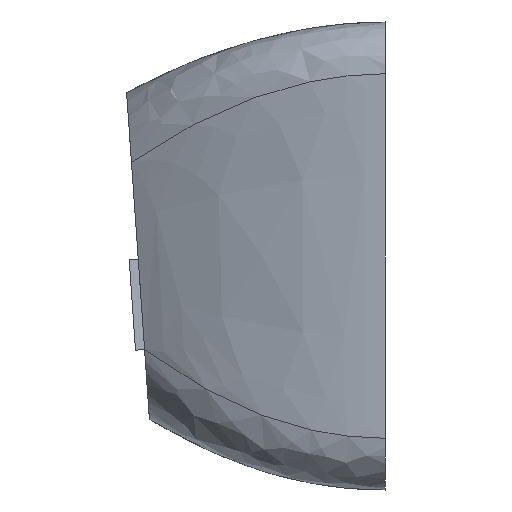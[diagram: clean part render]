
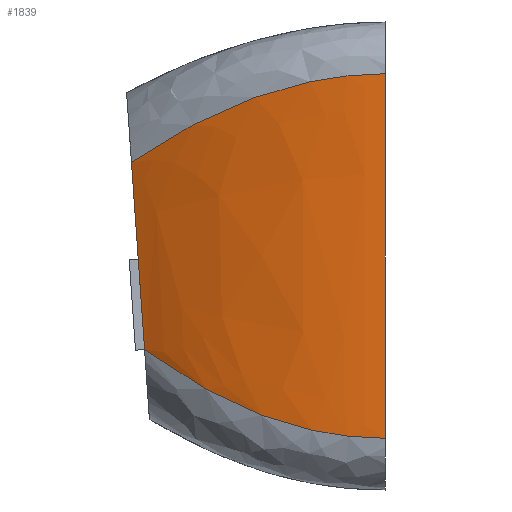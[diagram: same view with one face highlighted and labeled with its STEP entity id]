
A CAD part, left-side view. The second image highlights one B-rep face of the part: STEP entity #1839.
In plain terms, the highlighted free-form (B-spline) face has degree [3, 3] with [4, 4] control points.
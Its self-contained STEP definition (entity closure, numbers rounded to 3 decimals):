
#41=B_SPLINE_SURFACE_WITH_KNOTS('',3,3,((#3216,#3217,#3218,#3219),(#3220,
#3221,#3222,#3223),(#3224,#3225,#3226,#3227),(#3228,#3229,#3230,#3231)),
 .UNSPECIFIED.,.F.,.F.,.F.,(4,4),(4,4),(0.,1.),(0.,1.),.UNSPECIFIED.);
#83=B_SPLINE_CURVE_WITH_KNOTS('',3,(#3208,#3209,#3210,#3211),
 .UNSPECIFIED.,.F.,.F.,(4,4),(0.,1.),.UNSPECIFIED.);
#85=B_SPLINE_CURVE_WITH_KNOTS('',3,(#3232,#3233,#3234,#3235),
 .UNSPECIFIED.,.F.,.F.,(4,4),(0.,1.),.UNSPECIFIED.);
#130=FACE_OUTER_BOUND('',#235,.T.);
#235=EDGE_LOOP('',(#1415,#1416,#1417,#1418));
#379=LINE('',#3159,#600);
#386=LINE('',#3187,#607);
#600=VECTOR('',#2152,10.);
#607=VECTOR('',#2175,10.);
#811=VERTEX_POINT('',#3156);
#812=VERTEX_POINT('',#3158);
#819=VERTEX_POINT('',#3173);
#825=VERTEX_POINT('',#3185);
#1024=EDGE_CURVE('',#811,#812,#379,.T.);
#1038=EDGE_CURVE('',#819,#825,#386,.T.);
#1039=EDGE_CURVE('',#819,#811,#83,.T.);
#1041=EDGE_CURVE('',#825,#812,#85,.T.);
#1415=ORIENTED_EDGE('',*,*,#1038,.T.);
#1416=ORIENTED_EDGE('',*,*,#1041,.T.);
#1417=ORIENTED_EDGE('',*,*,#1024,.F.);
#1418=ORIENTED_EDGE('',*,*,#1039,.F.);
#1839=ADVANCED_FACE('',(#130),#41,.T.);
#2152=DIRECTION('',(0.,0.,-1.));
#2175=DIRECTION('',(0.,-0.07,-0.998));
#3156=CARTESIAN_POINT('',(0.,0.,16.1));
#3158=CARTESIAN_POINT('',(0.,0.,2.));
#3159=CARTESIAN_POINT('',(0.,0.,16.1));
#3173=CARTESIAN_POINT('',(2.7,9.82,12.669));
#3185=CARTESIAN_POINT('',(2.7,9.314,5.431));
#3187=CARTESIAN_POINT('',(2.7,9.82,12.669));
#3208=CARTESIAN_POINT('Ctrl Pts',(2.7,9.82,12.669));
#3209=CARTESIAN_POINT('Ctrl Pts',(0.9,6.547,14.956));
#3210=CARTESIAN_POINT('Ctrl Pts',(0.,3.189,
16.1));
#3211=CARTESIAN_POINT('Ctrl Pts',(0.,0.,16.1));
#3216=CARTESIAN_POINT('Ctrl Pts',(2.7,9.82,12.669));
#3217=CARTESIAN_POINT('Ctrl Pts',(0.9,6.547,14.956));
#3218=CARTESIAN_POINT('Ctrl Pts',(0.,3.189,
16.1));
#3219=CARTESIAN_POINT('Ctrl Pts',(0.,0.,16.1));
#3220=CARTESIAN_POINT('Ctrl Pts',(2.7,9.722,11.259));
#3221=CARTESIAN_POINT('Ctrl Pts',(0.939,6.481,13.324));
#3222=CARTESIAN_POINT('Ctrl Pts',(0.,3.189,
15.053));
#3223=CARTESIAN_POINT('Ctrl Pts',(0.,0.,15.053));
#3224=CARTESIAN_POINT('Ctrl Pts',(2.7,9.413,6.841));
#3225=CARTESIAN_POINT('Ctrl Pts',(0.939,6.275,4.776));
#3226=CARTESIAN_POINT('Ctrl Pts',(0.,3.189,
3.047));
#3227=CARTESIAN_POINT('Ctrl Pts',(0.,0.,3.047));
#3228=CARTESIAN_POINT('Ctrl Pts',(2.7,9.314,5.431));
#3229=CARTESIAN_POINT('Ctrl Pts',(0.9,6.209,3.144));
#3230=CARTESIAN_POINT('Ctrl Pts',(0.,3.189,
2.));
#3231=CARTESIAN_POINT('Ctrl Pts',(0.,0.,2.));
#3232=CARTESIAN_POINT('Ctrl Pts',(2.7,9.314,5.431));
#3233=CARTESIAN_POINT('Ctrl Pts',(0.9,6.209,3.144));
#3234=CARTESIAN_POINT('Ctrl Pts',(0.,3.189,
2.));
#3235=CARTESIAN_POINT('Ctrl Pts',(0.,0.,2.));
